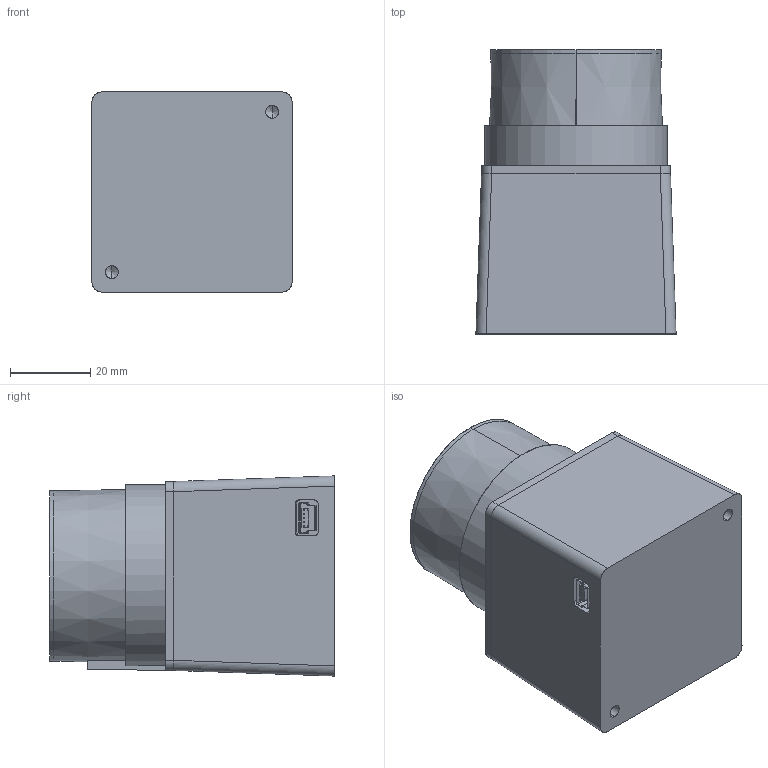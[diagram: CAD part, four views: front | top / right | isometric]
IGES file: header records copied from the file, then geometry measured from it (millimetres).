
Start section: SolidWorks IGES file using analytic representation for surfaces
Global section: file name: R325-URG-04LX-UG01.igs; native system: SolidWorks 2009; preprocessor: SolidWorks 2009; author: Acroname; date: 090714.112913; units: millimetre
Bounding box: 50 x 71 x 50 mm (x, y, z)
Surface area: 17630.4 mm2 (no closed solid volume)
Topology: 0 solids, 0 shells, 103 faces, 1210 edges, 1206 vertices
Faces by surface type: revolution 53, bspline 50
